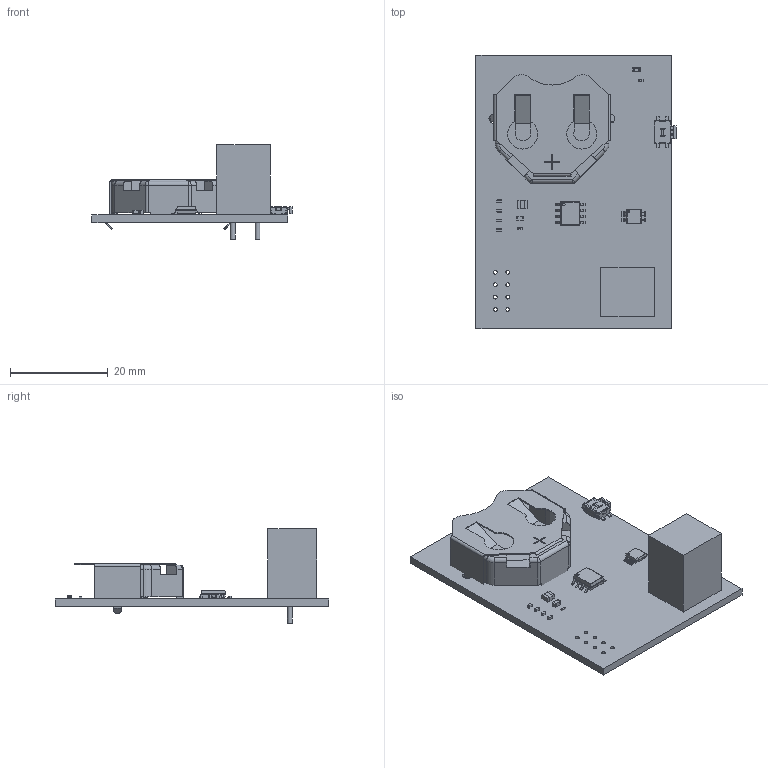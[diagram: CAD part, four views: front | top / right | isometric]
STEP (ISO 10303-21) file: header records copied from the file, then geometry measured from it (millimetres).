
FILE_DESCRIPTION(('KiCad electronic assembly'),'2;1');
FILE_NAME('SD_ProtoBoard.step','2024-11-08T13:05:22',('Pcbnew'),('Kicad' ),'Open CASCADE STEP processor 7.7','KiCad to STEP converter', 'Unknown');
FILE_SCHEMA(('AUTOMOTIVE_DESIGN { 1 0 10303 214 1 1 1 1 }'));
Length unit declared in the file: millimetre
Products named in the file (26): SD_ProtoBoard 1; PAM8906M1018-13; ASSEMBLY; GRM155R61E105KA12D; WJ500V-5.08-2P; 150060VS75000; 150060GS75000; SRN2009T-R47M; 436331045822; RC0402FR-07100RL; 0402B104K160CT; 3025; GRM188R61E106MA73D; GRM188R72A471KA01J; ATTINY402-SSNR; RC0402JR-0710KL; RC0402FR-07226RL; SD_ProtoBoard_PCB
Assembly tree (27 placements, depth 3):
  SD_ProtoBoard 1
    PAM8906M1018-13
      ASSEMBLY
    GRM155R61E105KA12D  x3
      ASSEMBLY
    WJ500V-5.08-2P
      ASSEMBLY
    150060VS75000
      150060GS75000
    SRN2009T-R47M
      ASSEMBLY
    436331045822
      436331045822
    RC0402FR-07100RL
      ASSEMBLY
    0402B104K160CT
      ASSEMBLY
    3025
      3025
    GRM188R61E106MA73D
      GRM188R72A471KA01J
    ATTINY402-SSNR
      ASSEMBLY
    RC0402JR-0710KL
      RC0402FR-07226RL
    SD_ProtoBoard_PCB
Bounding box: 40.9 x 56 x 19.3 mm (x, y, z)
Volume: 5951.1 mm3; surface area: 8052.1 mm2
Topology: 61 solids, 62 shells, 1210 faces, 2958 edges, 1834 vertices
Faces by surface type: plane 832, cylinder 317, sphere 46, bspline 7, cone 4, revolution 2, torus 2
Full cylindrical faces by diameter (mm): 0.375 x1, 0.487 x1, 0.75 x2, 0.762 x8, 1 x2, 1.2 x2, 1.85 x2
Entity records: 34740 total; most frequent: CARTESIAN_POINT 5826, DIRECTION 5516, ORIENTED_EDGE 5438, EDGE_CURVE 2720, LINE 2158, VECTOR 2158, VERTEX_POINT 1722, AXIS2_PLACEMENT_3D 1678
